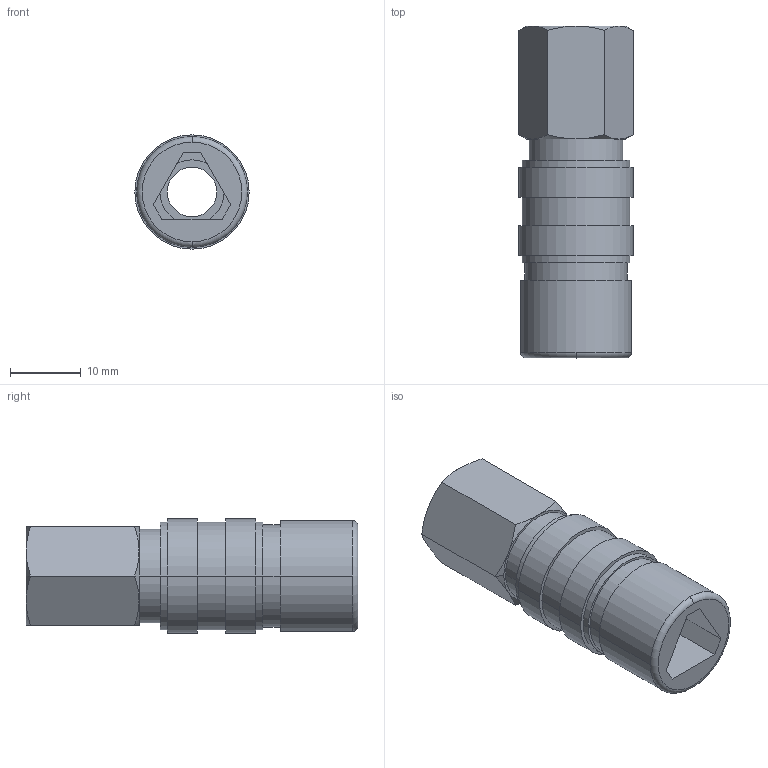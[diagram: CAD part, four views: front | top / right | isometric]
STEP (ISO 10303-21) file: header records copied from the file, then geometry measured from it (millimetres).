
FILE_DESCRIPTION(('STEP AP214'),'1');
FILE_NAME('esmk_18_iabbr.stp','2020-03-05T09:18:26',('TraceParts'),('TraceParts S.A.'),'Spatial InterOp 3D',' ',' ');
FILE_SCHEMA(('automotive_design'));
Length unit declared in the file: millimetre
Products named in the file (1): 1
Bounding box: 16.2 x 47 x 16.2 mm (x, y, z)
Volume: 5652.8 mm3; surface area: 4155.6 mm2
Topology: 1 solids, 1 shells, 70 faces, 151 edges, 95 vertices
Faces by surface type: plane 26, cylinder 24, cone 18, torus 2
Entity records: 2516 total; most frequent: CARTESIAN_POINT 413, DIRECTION 342, ORIENTED_EDGE 302, EDGE_CURVE 151, AXIS2_PLACEMENT_3D 144, VERTEX_POINT 95, EDGE_LOOP 84, CIRCLE 73
